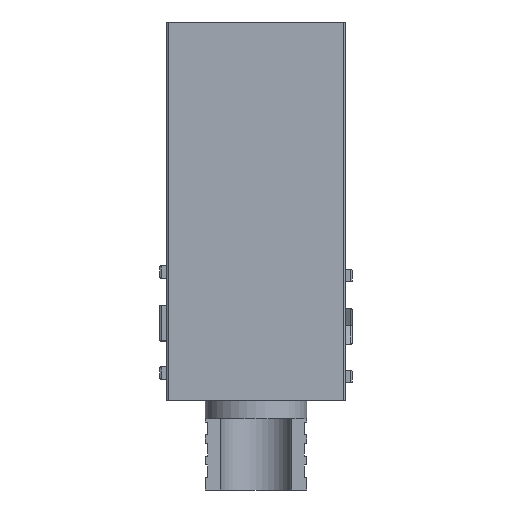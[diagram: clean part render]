
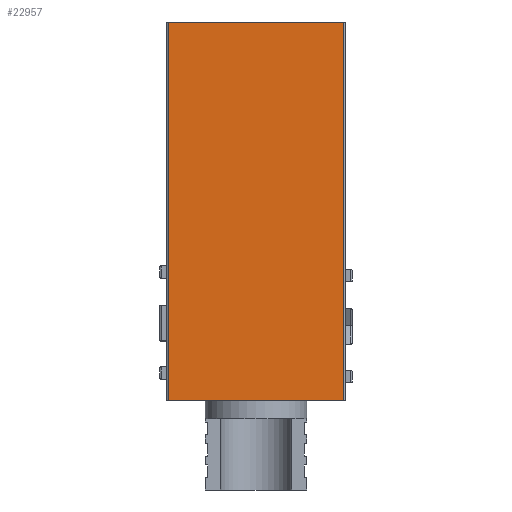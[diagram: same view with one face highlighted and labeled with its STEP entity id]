
A CAD part, front view. The second image highlights one B-rep face of the part: STEP entity #22957.
In plain terms, the highlighted planar face has unit normal (0, -1, 0).
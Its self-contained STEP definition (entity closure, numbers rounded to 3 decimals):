
#254 = CARTESIAN_POINT ( 'NONE',  ( 4.582, -11.034, 31.8 ) ) ;
#420 = PLANE ( 'NONE',  #26784 ) ;
#469 = VERTEX_POINT ( 'NONE', #11647 ) ;
#1408 = DIRECTION ( 'NONE',  ( 0., 0., -1. ) ) ;
#1446 = VERTEX_POINT ( 'NONE', #3740 ) ;
#1464 = EDGE_CURVE ( 'NONE', #11264, #23607, #25996, .T. ) ;
#3740 = CARTESIAN_POINT ( 'NONE',  ( -5.218, -11.034, 31.8 ) ) ;
#4722 = EDGE_CURVE ( 'NONE', #1446, #469, #25754, .T. ) ;
#5146 = EDGE_CURVE ( 'NONE', #11264, #469, #8606, .T. ) ;
#5984 = EDGE_CURVE ( 'NONE', #1446, #23607, #12147, .T. ) ;
#6494 = ORIENTED_EDGE ( 'NONE', *, *, #5146, .F. ) ;
#8267 = ORIENTED_EDGE ( 'NONE', *, *, #5984, .F. ) ;
#8606 = LINE ( 'NONE', #14672, #22110 ) ;
#10651 = FACE_OUTER_BOUND ( 'NONE', #11812, .T. ) ;
#10997 = DIRECTION ( 'NONE',  ( 0., 0., 1. ) ) ;
#11264 = VERTEX_POINT ( 'NONE', #15621 ) ;
#11647 = CARTESIAN_POINT ( 'NONE',  ( -5.218, -11.034, 10.6 ) ) ;
#11812 = EDGE_LOOP ( 'NONE', ( #8267, #17302, #6494, #17117 ) ) ;
#12147 = LINE ( 'NONE', #12379, #16064 ) ;
#12379 = CARTESIAN_POINT ( 'NONE',  ( -5.318, -11.034, 31.8 ) ) ;
#12518 = VECTOR ( 'NONE', #16628, 1000. ) ;
#12926 = DIRECTION ( 'NONE',  ( 0., 1., 0. ) ) ;
#14571 = VECTOR ( 'NONE', #1408, 1000. ) ;
#14672 = CARTESIAN_POINT ( 'NONE',  ( -5.318, -11.034, 10.6 ) ) ;
#15621 = CARTESIAN_POINT ( 'NONE',  ( 4.582, -11.034, 10.6 ) ) ;
#16064 = VECTOR ( 'NONE', #18819, 1000. ) ;
#16628 = DIRECTION ( 'NONE',  ( 0., 0., 1. ) ) ;
#17117 = ORIENTED_EDGE ( 'NONE', *, *, #1464, .T. ) ;
#17302 = ORIENTED_EDGE ( 'NONE', *, *, #4722, .T. ) ;
#18819 = DIRECTION ( 'NONE',  ( 1., 0., 0. ) ) ;
#19361 = CARTESIAN_POINT ( 'NONE',  ( -5.318, -11.034, 31.8 ) ) ;
#22110 = VECTOR ( 'NONE', #27257, 1000. ) ;
#22876 = CARTESIAN_POINT ( 'NONE',  ( 4.582, -11.034, 31.8 ) ) ;
#22957 = ADVANCED_FACE ( 'NONE', ( #10651 ), #420, .F. ) ;
#23607 = VERTEX_POINT ( 'NONE', #254 ) ;
#24525 = CARTESIAN_POINT ( 'NONE',  ( -5.218, -11.034, 31.8 ) ) ;
#25754 = LINE ( 'NONE', #24525, #14571 ) ;
#25996 = LINE ( 'NONE', #22876, #12518 ) ;
#26784 = AXIS2_PLACEMENT_3D ( 'NONE', #19361, #12926, #10997 ) ;
#27257 = DIRECTION ( 'NONE',  ( -1., 0., 0. ) ) ;
